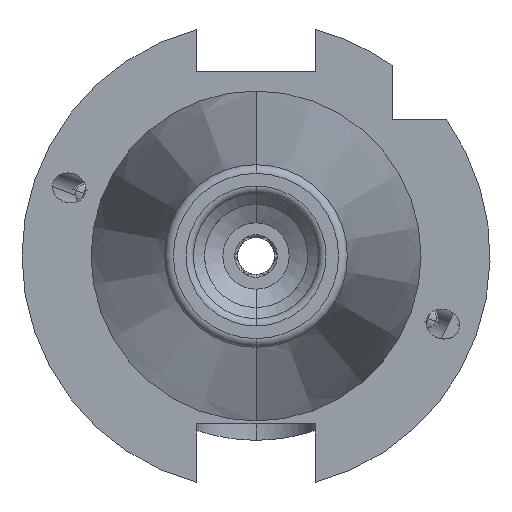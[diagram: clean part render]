
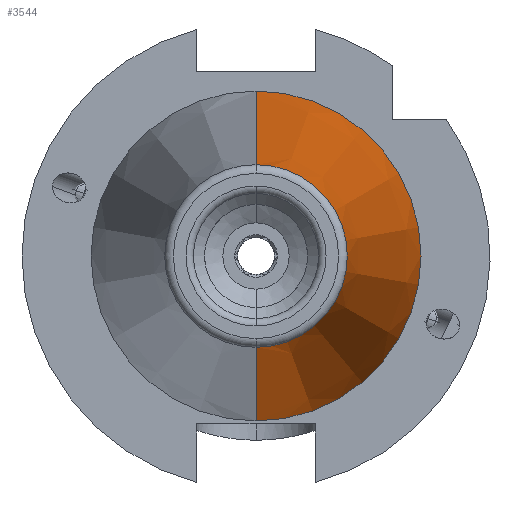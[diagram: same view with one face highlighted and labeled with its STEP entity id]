
A CAD part, left-side view. The second image highlights one B-rep face of the part: STEP entity #3544.
In plain terms, the highlighted conical face has half-angle 8.297 degrees and reference radius 22.4 mm.
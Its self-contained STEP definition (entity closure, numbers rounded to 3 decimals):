
#110 = VERTEX_POINT ( 'NONE', #4890 ) ;
#1713 = CARTESIAN_POINT ( 'NONE',  ( 1.2, 0., 0. ) ) ;
#2082 = EDGE_LOOP ( 'NONE', ( #10491, #9675, #9219, #10624 ) ) ;
#2126 = VECTOR ( 'NONE', #7202, 1000. ) ;
#2294 = CARTESIAN_POINT ( 'NONE',  ( 1.2, 0., 0. ) ) ;
#2302 = CARTESIAN_POINT ( 'NONE',  ( -67.373, 0., 12.4 ) ) ;
#2488 = LINE ( 'NONE', #12946, #2126 ) ;
#2829 = CARTESIAN_POINT ( 'NONE',  ( 1.2, 0., 22.4 ) ) ;
#3268 = CONICAL_SURFACE ( 'NONE', #6382, 22.4, 0.145 ) ;
#3466 = DIRECTION ( 'NONE',  ( 0., 0., 1. ) ) ;
#3544 = ADVANCED_FACE ( 'NONE', ( #13509 ), #3268, .T. ) ;
#3919 = VERTEX_POINT ( 'NONE', #12979 ) ;
#3984 = DIRECTION ( 'NONE',  ( 0.99, 0., 0.144 ) ) ;
#4545 = EDGE_CURVE ( 'NONE', #5192, #110, #11435, .T. ) ;
#4797 = CARTESIAN_POINT ( 'NONE',  ( -67.373, 0., 0. ) ) ;
#4836 = VECTOR ( 'NONE', #3984, 1000. ) ;
#4890 = CARTESIAN_POINT ( 'NONE',  ( -67.373, 0., -12.4 ) ) ;
#5192 = VERTEX_POINT ( 'NONE', #2302 ) ;
#5489 = AXIS2_PLACEMENT_3D ( 'NONE', #4797, #12766, #5968 ) ;
#5968 = DIRECTION ( 'NONE',  ( 0., 0., 1. ) ) ;
#6382 = AXIS2_PLACEMENT_3D ( 'NONE', #1713, #8604, #14496 ) ;
#7202 = DIRECTION ( 'NONE',  ( 0.99, 0., -0.144 ) ) ;
#8604 = DIRECTION ( 'NONE',  ( 1., 0., 0. ) ) ;
#9219 = ORIENTED_EDGE ( 'NONE', *, *, #10108, .T. ) ;
#9223 = CIRCLE ( 'NONE', #10873, 22.4 ) ;
#9675 = ORIENTED_EDGE ( 'NONE', *, *, #4545, .T. ) ;
#10108 = EDGE_CURVE ( 'NONE', #110, #3919, #2488, .T. ) ;
#10226 = DIRECTION ( 'NONE',  ( -1., 0., 0. ) ) ;
#10320 = EDGE_CURVE ( 'NONE', #5192, #11147, #10835, .T. ) ;
#10452 = EDGE_CURVE ( 'NONE', #3919, #11147, #9223, .T. ) ;
#10491 = ORIENTED_EDGE ( 'NONE', *, *, #10320, .F. ) ;
#10624 = ORIENTED_EDGE ( 'NONE', *, *, #10452, .T. ) ;
#10835 = LINE ( 'NONE', #2829, #4836 ) ;
#10873 = AXIS2_PLACEMENT_3D ( 'NONE', #2294, #10226, #3466 ) ;
#11147 = VERTEX_POINT ( 'NONE', #13231 ) ;
#11435 = CIRCLE ( 'NONE', #5489, 12.4 ) ;
#12766 = DIRECTION ( 'NONE',  ( 1., 0., 0. ) ) ;
#12946 = CARTESIAN_POINT ( 'NONE',  ( 1.2, 0., -22.4 ) ) ;
#12979 = CARTESIAN_POINT ( 'NONE',  ( 1.2, 0., -22.4 ) ) ;
#13231 = CARTESIAN_POINT ( 'NONE',  ( 1.2, 0., 22.4 ) ) ;
#13509 = FACE_OUTER_BOUND ( 'NONE', #2082, .T. ) ;
#14496 = DIRECTION ( 'NONE',  ( 0., 0., -1. ) ) ;
